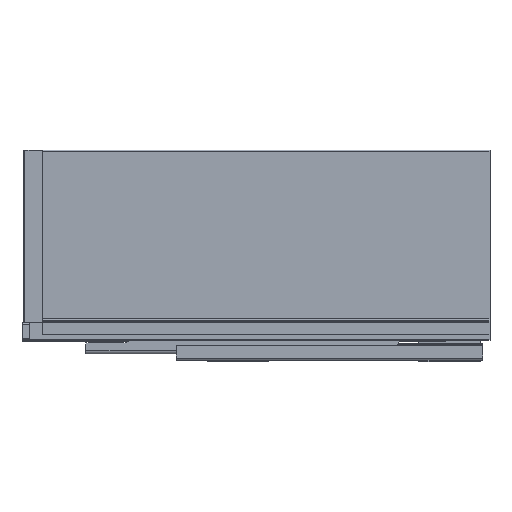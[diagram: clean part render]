
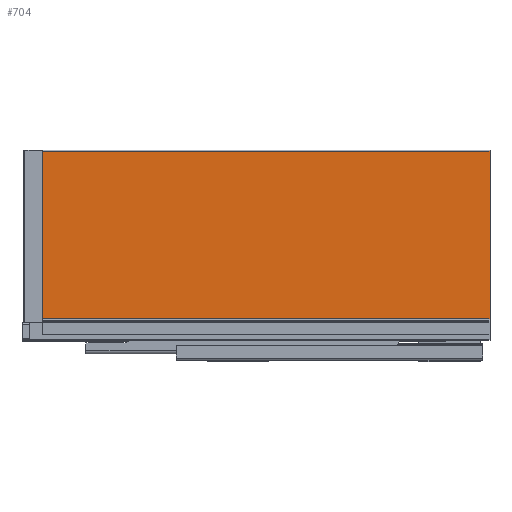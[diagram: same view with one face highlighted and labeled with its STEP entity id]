
A CAD part, top view. The second image highlights one B-rep face of the part: STEP entity #704.
In plain terms, the highlighted planar face has unit normal (0, 0, 1).
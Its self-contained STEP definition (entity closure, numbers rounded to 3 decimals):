
#262 = EDGE_CURVE ( 'NONE', #6581, #8266, #6637, .T. ) ;
#321 = VERTEX_POINT ( 'NONE', #5763 ) ;
#484 = DIRECTION ( 'NONE',  ( 1., 0., 0. ) ) ;
#704 = ADVANCED_FACE ( 'NONE', ( #1867 ), #4896, .T. ) ;
#1218 = DIRECTION ( 'NONE',  ( 0., -1., 0. ) ) ;
#1302 = ORIENTED_EDGE ( 'NONE', *, *, #3081, .F. ) ;
#1422 = CARTESIAN_POINT ( 'NONE',  ( 0., 199., 14. ) ) ;
#1778 = VECTOR ( 'NONE', #5959, 1000. ) ;
#1867 = FACE_OUTER_BOUND ( 'NONE', #5184, .T. ) ;
#2128 = LINE ( 'NONE', #9714, #1778 ) ;
#2511 = ORIENTED_EDGE ( 'NONE', *, *, #2595, .F. ) ;
#2595 = EDGE_CURVE ( 'NONE', #6088, #8266, #5976, .T. ) ;
#3038 = DIRECTION ( 'NONE',  ( 0., -1., 0. ) ) ;
#3081 = EDGE_CURVE ( 'NONE', #321, #6088, #2128, .T. ) ;
#3636 = LINE ( 'NONE', #6667, #6796 ) ;
#3905 = ORIENTED_EDGE ( 'NONE', *, *, #262, .T. ) ;
#4006 = CARTESIAN_POINT ( 'NONE',  ( 0., 20.5, 14. ) ) ;
#4300 = CARTESIAN_POINT ( 'NONE',  ( -475.5, 20.5, 14. ) ) ;
#4687 = ORIENTED_EDGE ( 'NONE', *, *, #8718, .T. ) ;
#4896 = PLANE ( 'NONE',  #7355 ) ;
#4949 = DIRECTION ( 'NONE',  ( 0., -1., 0. ) ) ;
#5184 = EDGE_LOOP ( 'NONE', ( #1302, #4687, #3905, #2511 ) ) ;
#5696 = DIRECTION ( 'NONE',  ( 0., 0., 1. ) ) ;
#5763 = CARTESIAN_POINT ( 'NONE',  ( -475.5, 199., 14. ) ) ;
#5959 = DIRECTION ( 'NONE',  ( 1., 0., 0. ) ) ;
#5976 = LINE ( 'NONE', #8993, #6989 ) ;
#6088 = VERTEX_POINT ( 'NONE', #1422 ) ;
#6477 = CARTESIAN_POINT ( 'NONE',  ( -492., 199., 14. ) ) ;
#6581 = VERTEX_POINT ( 'NONE', #4300 ) ;
#6637 = LINE ( 'NONE', #9523, #8294 ) ;
#6667 = CARTESIAN_POINT ( 'NONE',  ( -475.5, 199., 14. ) ) ;
#6796 = VECTOR ( 'NONE', #1218, 1000. ) ;
#6989 = VECTOR ( 'NONE', #3038, 1000. ) ;
#7355 = AXIS2_PLACEMENT_3D ( 'NONE', #6477, #5696, #4949 ) ;
#8266 = VERTEX_POINT ( 'NONE', #4006 ) ;
#8294 = VECTOR ( 'NONE', #484, 1000. ) ;
#8718 = EDGE_CURVE ( 'NONE', #321, #6581, #3636, .T. ) ;
#8993 = CARTESIAN_POINT ( 'NONE',  ( 0., 199., 14. ) ) ;
#9523 = CARTESIAN_POINT ( 'NONE',  ( 0., 20.5, 14. ) ) ;
#9714 = CARTESIAN_POINT ( 'NONE',  ( -492., 199., 14. ) ) ;
